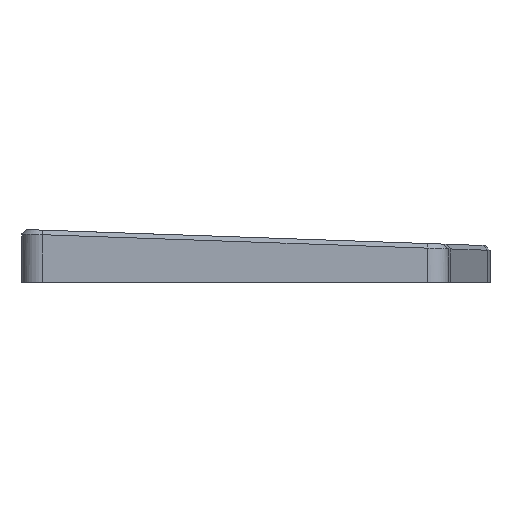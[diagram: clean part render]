
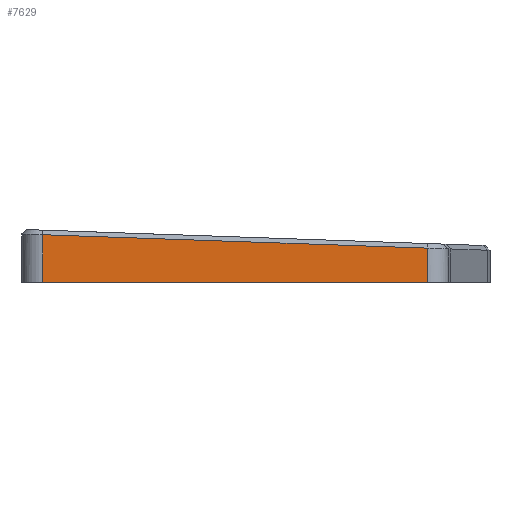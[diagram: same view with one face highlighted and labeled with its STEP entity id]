
A CAD part, left-side view. The second image highlights one B-rep face of the part: STEP entity #7629.
In plain terms, the highlighted planar face has unit normal (-1, 0, 0).
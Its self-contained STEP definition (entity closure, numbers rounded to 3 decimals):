
#219=B_SPLINE_CURVE_WITH_KNOTS('',3,(#11037,#11038,#11039,#11040),
 .UNSPECIFIED.,.F.,.F.,(4,4),(1.563,1.571),
 .UNSPECIFIED.);
#1094=FACE_OUTER_BOUND('',#1552,.T.);
#1552=EDGE_LOOP('',(#6257,#6258,#6259,#6260,#6261));
#1780=LINE('',#10189,#2430);
#1969=LINE('',#11017,#2619);
#2156=LINE('',#13190,#2806);
#2157=LINE('',#13192,#2807);
#2430=VECTOR('',#8501,10.);
#2619=VECTOR('',#9176,10.);
#2806=VECTOR('',#9509,10.);
#2807=VECTOR('',#9512,10.);
#3129=VERTEX_POINT('',#10186);
#3130=VERTEX_POINT('',#10188);
#3368=VERTEX_POINT('',#10975);
#3370=VERTEX_POINT('',#11013);
#3372=VERTEX_POINT('',#11016);
#3865=EDGE_CURVE('',#3129,#3130,#1780,.T.);
#4206=EDGE_CURVE('',#3372,#3370,#1969,.T.);
#4209=EDGE_CURVE('',#3368,#3372,#219,.T.);
#4525=EDGE_CURVE('',#3130,#3370,#2156,.T.);
#4526=EDGE_CURVE('',#3129,#3368,#2157,.T.);
#6257=ORIENTED_EDGE('',*,*,#4209,.T.);
#6258=ORIENTED_EDGE('',*,*,#4206,.T.);
#6259=ORIENTED_EDGE('',*,*,#4525,.F.);
#6260=ORIENTED_EDGE('',*,*,#3865,.F.);
#6261=ORIENTED_EDGE('',*,*,#4526,.T.);
#7300=PLANE('',#8195);
#7629=ADVANCED_FACE('',(#1094),#7300,.F.);
#8195=AXIS2_PLACEMENT_3D('',#13191,#9510,#9511);
#8501=DIRECTION('',(0.,1.,0.));
#9176=DIRECTION('',(0.,0.999,0.035));
#9509=DIRECTION('',(0.,0.,1.));
#9510=DIRECTION('center_axis',(1.,0.,0.));
#9511=DIRECTION('ref_axis',(0.,1.,0.));
#9512=DIRECTION('',(0.,0.,1.));
#10186=CARTESIAN_POINT('',(-113.5,-7.916,-1.4));
#10188=CARTESIAN_POINT('',(-113.5,75.937,-1.4));
#10189=CARTESIAN_POINT('',(-113.5,-7.916,-1.4));
#10975=CARTESIAN_POINT('',(-113.5,-7.916,6.076));
#11013=CARTESIAN_POINT('',(-113.5,75.937,9.004));
#11016=CARTESIAN_POINT('',(-113.5,-7.882,6.077));
#11017=CARTESIAN_POINT('',(-113.5,10.683,6.726));
#11037=CARTESIAN_POINT('Ctrl Pts',(-113.5,-7.916,
6.076));
#11038=CARTESIAN_POINT('Ctrl Pts',(-113.5,-7.905,
6.077));
#11039=CARTESIAN_POINT('Ctrl Pts',(-113.5,-7.893,
6.077));
#11040=CARTESIAN_POINT('Ctrl Pts',(-113.5,-7.882,
6.077));
#13190=CARTESIAN_POINT('',(-113.5,75.937,1.6));
#13191=CARTESIAN_POINT('Origin',(-113.5,-7.916,1.6));
#13192=CARTESIAN_POINT('',(-113.5,-7.916,1.6));
